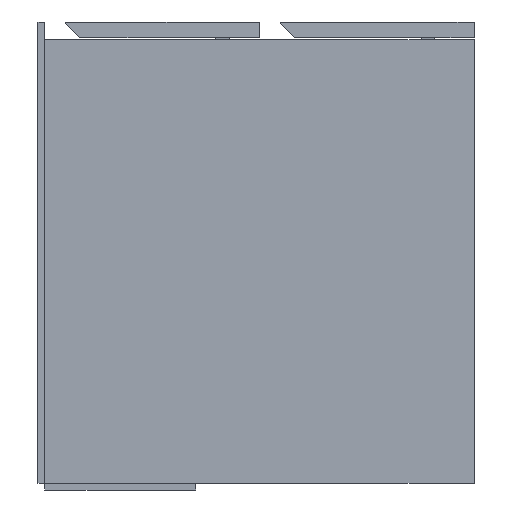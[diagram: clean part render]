
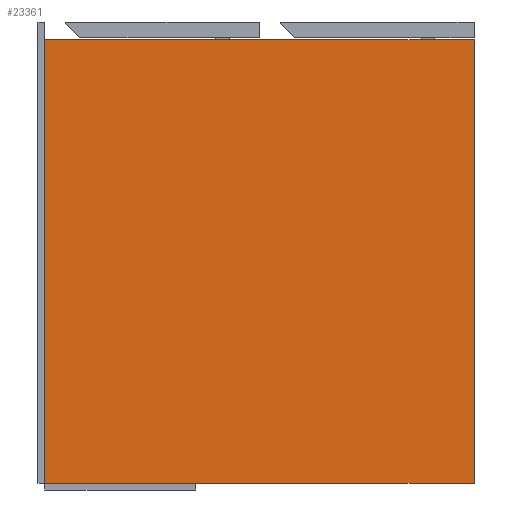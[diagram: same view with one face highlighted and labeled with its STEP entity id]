
A CAD part, left-side view. The second image highlights one B-rep face of the part: STEP entity #23361.
In plain terms, the highlighted planar face has unit normal (-1, 0, 0).
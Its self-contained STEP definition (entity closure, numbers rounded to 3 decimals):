
#1909 = CARTESIAN_POINT ( 'NONE',  ( 2., 512., -550. ) ) ;
#1945 = VECTOR ( 'NONE', #28289, 1000. ) ;
#2273 = EDGE_CURVE ( 'NONE', #49386, #47839, #51033, .T. ) ;
#5145 = EDGE_CURVE ( 'NONE', #15711, #23056, #9885, .T. ) ;
#5297 = DIRECTION ( 'NONE',  ( 1., 0., 0. ) ) ;
#6036 = CARTESIAN_POINT ( 'NONE',  ( 2., 1041.341, -21. ) ) ;
#6394 = CARTESIAN_POINT ( 'NONE',  ( 2., 1041.341, -550. ) ) ;
#6728 = VECTOR ( 'NONE', #46369, 1000. ) ;
#9772 = FACE_OUTER_BOUND ( 'NONE', #36536, .T. ) ;
#9885 = LINE ( 'NONE', #28110, #6728 ) ;
#10065 = CARTESIAN_POINT ( 'NONE',  ( 2., 512., -550. ) ) ;
#15711 = VERTEX_POINT ( 'NONE', #40815 ) ;
#23056 = VERTEX_POINT ( 'NONE', #54934 ) ;
#23361 = ADVANCED_FACE ( 'NONE', ( #9772 ), #27997, .F. ) ;
#23518 = DIRECTION ( 'NONE',  ( 0., 0., -1. ) ) ;
#24259 = DIRECTION ( 'NONE',  ( 0., -1., 0. ) ) ;
#24617 = DIRECTION ( 'NONE',  ( 0., -1., 0. ) ) ;
#26059 = VECTOR ( 'NONE', #24617, 1000. ) ;
#27056 = EDGE_CURVE ( 'NONE', #47839, #23056, #46997, .T. ) ;
#27997 = PLANE ( 'NONE',  #44010 ) ;
#28110 = CARTESIAN_POINT ( 'NONE',  ( 2., 0., -550. ) ) ;
#28289 = DIRECTION ( 'NONE',  ( 0., 0., 1. ) ) ;
#31947 = ORIENTED_EDGE ( 'NONE', *, *, #2273, .F. ) ;
#32831 = CARTESIAN_POINT ( 'NONE',  ( 2., 512., -21. ) ) ;
#33575 = ORIENTED_EDGE ( 'NONE', *, *, #27056, .F. ) ;
#36536 = EDGE_LOOP ( 'NONE', ( #31947, #48003, #47248, #33575 ) ) ;
#40815 = CARTESIAN_POINT ( 'NONE',  ( 2., 0., -550. ) ) ;
#44010 = AXIS2_PLACEMENT_3D ( 'NONE', #46258, #5297, #23518 ) ;
#46258 = CARTESIAN_POINT ( 'NONE',  ( 2., 1041.341, -550. ) ) ;
#46369 = DIRECTION ( 'NONE',  ( 0., 0., 1. ) ) ;
#46790 = VECTOR ( 'NONE', #24259, 1000. ) ;
#46997 = LINE ( 'NONE', #6036, #46790 ) ;
#47248 = ORIENTED_EDGE ( 'NONE', *, *, #5145, .T. ) ;
#47355 = LINE ( 'NONE', #6394, #26059 ) ;
#47839 = VERTEX_POINT ( 'NONE', #32831 ) ;
#48003 = ORIENTED_EDGE ( 'NONE', *, *, #49338, .T. ) ;
#49338 = EDGE_CURVE ( 'NONE', #49386, #15711, #47355, .T. ) ;
#49386 = VERTEX_POINT ( 'NONE', #1909 ) ;
#51033 = LINE ( 'NONE', #10065, #1945 ) ;
#54934 = CARTESIAN_POINT ( 'NONE',  ( 2., 0., -21. ) ) ;
